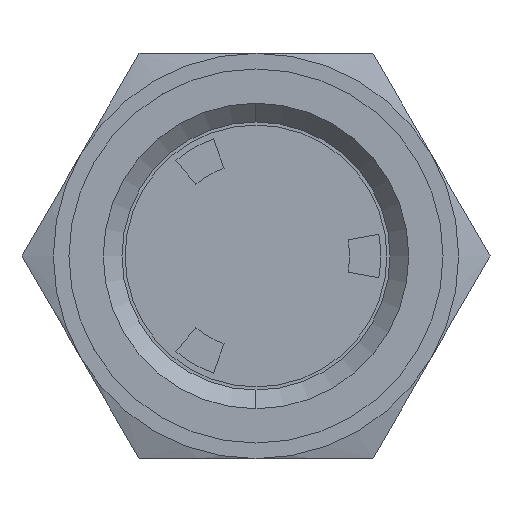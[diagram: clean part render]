
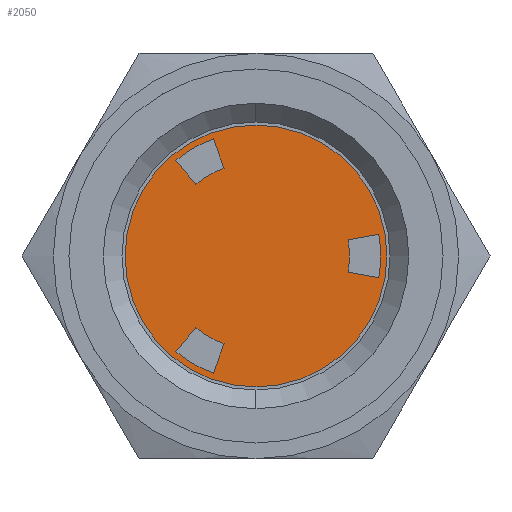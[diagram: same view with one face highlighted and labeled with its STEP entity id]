
A CAD part, front view. The second image highlights one B-rep face of the part: STEP entity #2050.
In plain terms, the highlighted planar face has unit normal (0, -1, 0).
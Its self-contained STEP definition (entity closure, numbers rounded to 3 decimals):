
#64 = CARTESIAN_POINT ( 'NONE',  ( -6.84, 42., 18.794 ) ) ;
#74 = CARTESIAN_POINT ( 'NONE',  ( 0., 42., 0. ) ) ;
#83 = ORIENTED_EDGE ( 'NONE', *, *, #7614, .F. ) ;
#171 = CARTESIAN_POINT ( 'NONE',  ( 14.772, 42., 2.605 ) ) ;
#306 = DIRECTION ( 'NONE',  ( 0., 0., -1. ) ) ;
#328 = CARTESIAN_POINT ( 'NONE',  ( -5.13, 42., -14.095 ) ) ;
#452 = CARTESIAN_POINT ( 'NONE',  ( -6.84, 42., -18.794 ) ) ;
#636 = ORIENTED_EDGE ( 'NONE', *, *, #1495, .F. ) ;
#644 = LINE ( 'NONE', #5978, #1880 ) ;
#677 = ORIENTED_EDGE ( 'NONE', *, *, #1612, .F. ) ;
#683 = VERTEX_POINT ( 'NONE', #452 ) ;
#696 = ORIENTED_EDGE ( 'NONE', *, *, #2224, .F. ) ;
#744 = CARTESIAN_POINT ( 'NONE',  ( -12.856, 42., 15.321 ) ) ;
#995 = CARTESIAN_POINT ( 'NONE',  ( -9.642, 42., -11.491 ) ) ;
#1046 = VERTEX_POINT ( 'NONE', #6932 ) ;
#1315 = AXIS2_PLACEMENT_3D ( 'NONE', #3878, #3218, #8449 ) ;
#1443 = EDGE_CURVE ( 'NONE', #2536, #2194, #644, .T. ) ;
#1495 = EDGE_CURVE ( 'NONE', #2194, #1526, #6065, .T. ) ;
#1526 = VERTEX_POINT ( 'NONE', #4518 ) ;
#1612 = EDGE_CURVE ( 'NONE', #5735, #683, #8232, .T. ) ;
#1712 = DIRECTION ( 'NONE',  ( 0., -1., 0. ) ) ;
#1715 = VERTEX_POINT ( 'NONE', #8072 ) ;
#1814 = VERTEX_POINT ( 'NONE', #1891 ) ;
#1869 = DIRECTION ( 'NONE',  ( 0., 1., 0. ) ) ;
#1880 = VECTOR ( 'NONE', #2769, 1000. ) ;
#1889 = VERTEX_POINT ( 'NONE', #64 ) ;
#1891 = CARTESIAN_POINT ( 'NONE',  ( 0., 42., 25. ) ) ;
#1949 = CARTESIAN_POINT ( 'NONE',  ( -12.856, 42., -15.321 ) ) ;
#1953 = CIRCLE ( 'NONE', #3380, 25. ) ;
#2043 = CIRCLE ( 'NONE', #8326, 20. ) ;
#2050 = ADVANCED_FACE ( 'NONE', ( #3415, #4148, #6293, #4980 ), #7977, .F. ) ;
#2153 = AXIS2_PLACEMENT_3D ( 'NONE', #3196, #6438, #8425 ) ;
#2161 = CARTESIAN_POINT ( 'NONE',  ( -9.642, 42., -11.491 ) ) ;
#2194 = VERTEX_POINT ( 'NONE', #7495 ) ;
#2223 = ORIENTED_EDGE ( 'NONE', *, *, #5529, .F. ) ;
#2224 = EDGE_CURVE ( 'NONE', #1715, #3709, #5081, .T. ) ;
#2262 = AXIS2_PLACEMENT_3D ( 'NONE', #4105, #4736, #5435 ) ;
#2347 = EDGE_CURVE ( 'NONE', #1526, #1889, #7514, .T. ) ;
#2536 = VERTEX_POINT ( 'NONE', #744 ) ;
#2611 = DIRECTION ( 'NONE',  ( 0., 0., -1. ) ) ;
#2769 = DIRECTION ( 'NONE',  ( 0.643, 0., -0.766 ) ) ;
#2879 = CIRCLE ( 'NONE', #4057, 25. ) ;
#2884 = CARTESIAN_POINT ( 'NONE',  ( 19.696, 42., -3.473 ) ) ;
#3069 = DIRECTION ( 'NONE',  ( 0.342, 0., 0.94 ) ) ;
#3076 = EDGE_LOOP ( 'NONE', ( #2223, #8381 ) ) ;
#3104 = AXIS2_PLACEMENT_3D ( 'NONE', #7089, #3851, #3188 ) ;
#3188 = DIRECTION ( 'NONE',  ( 0., 0., -1. ) ) ;
#3196 = CARTESIAN_POINT ( 'NONE',  ( 0., 42., 0. ) ) ;
#3197 = LINE ( 'NONE', #328, #4724 ) ;
#3218 = DIRECTION ( 'NONE',  ( 0., 1., 0. ) ) ;
#3279 = VERTEX_POINT ( 'NONE', #995 ) ;
#3285 = VERTEX_POINT ( 'NONE', #8307 ) ;
#3326 = DIRECTION ( 'NONE',  ( 0., 0., 1. ) ) ;
#3355 = ORIENTED_EDGE ( 'NONE', *, *, #6988, .F. ) ;
#3380 = AXIS2_PLACEMENT_3D ( 'NONE', #3869, #1869, #7727 ) ;
#3404 = DIRECTION ( 'NONE',  ( 0., 1., 0. ) ) ;
#3415 = FACE_BOUND ( 'NONE', #8093, .T. ) ;
#3482 = LINE ( 'NONE', #5479, #7692 ) ;
#3709 = VERTEX_POINT ( 'NONE', #171 ) ;
#3851 = DIRECTION ( 'NONE',  ( 0., -1., 0. ) ) ;
#3869 = CARTESIAN_POINT ( 'NONE',  ( 0., 42., 0. ) ) ;
#3878 = CARTESIAN_POINT ( 'NONE',  ( 0., 42., 0. ) ) ;
#4057 = AXIS2_PLACEMENT_3D ( 'NONE', #7923, #3404, #3326 ) ;
#4105 = CARTESIAN_POINT ( 'NONE',  ( 0., 42., 0. ) ) ;
#4124 = VECTOR ( 'NONE', #8070, 1000. ) ;
#4148 = FACE_OUTER_BOUND ( 'NONE', #3076, .T. ) ;
#4182 = VERTEX_POINT ( 'NONE', #4453 ) ;
#4453 = CARTESIAN_POINT ( 'NONE',  ( 14.772, 42., -2.605 ) ) ;
#4518 = CARTESIAN_POINT ( 'NONE',  ( -5.13, 42., 14.095 ) ) ;
#4724 = VECTOR ( 'NONE', #3069, 1000. ) ;
#4736 = DIRECTION ( 'NONE',  ( 0., 1., 0. ) ) ;
#4980 = FACE_BOUND ( 'NONE', #8252, .T. ) ;
#5081 = LINE ( 'NONE', #5584, #8127 ) ;
#5209 = VERTEX_POINT ( 'NONE', #2884 ) ;
#5246 = DIRECTION ( 'NONE',  ( 0., 0., -1. ) ) ;
#5281 = ORIENTED_EDGE ( 'NONE', *, *, #6494, .F. ) ;
#5435 = DIRECTION ( 'NONE',  ( 0., 0., 1. ) ) ;
#5479 = CARTESIAN_POINT ( 'NONE',  ( 14.772, 42., -2.605 ) ) ;
#5529 = EDGE_CURVE ( 'NONE', #1046, #1814, #1953, .T. ) ;
#5584 = CARTESIAN_POINT ( 'NONE',  ( 14.772, 42., 2.605 ) ) ;
#5590 = CARTESIAN_POINT ( 'NONE',  ( 0., 42., 0. ) ) ;
#5643 = EDGE_CURVE ( 'NONE', #1889, #2536, #2043, .T. ) ;
#5735 = VERTEX_POINT ( 'NONE', #1949 ) ;
#5890 = CARTESIAN_POINT ( 'NONE',  ( 0., 42., 0. ) ) ;
#5943 = EDGE_CURVE ( 'NONE', #3279, #5735, #6265, .T. ) ;
#5978 = CARTESIAN_POINT ( 'NONE',  ( -9.642, 42., 11.491 ) ) ;
#6009 = ORIENTED_EDGE ( 'NONE', *, *, #8260, .F. ) ;
#6065 = CIRCLE ( 'NONE', #1315, 15. ) ;
#6254 = CIRCLE ( 'NONE', #2153, 15. ) ;
#6265 = LINE ( 'NONE', #2161, #4124 ) ;
#6293 = FACE_BOUND ( 'NONE', #6432, .T. ) ;
#6347 = CIRCLE ( 'NONE', #7262, 20. ) ;
#6404 = DIRECTION ( 'NONE',  ( -0.342, 0., 0.94 ) ) ;
#6432 = EDGE_LOOP ( 'NONE', ( #7289, #696, #83, #6009 ) ) ;
#6438 = DIRECTION ( 'NONE',  ( 0., 1., 0. ) ) ;
#6449 = AXIS2_PLACEMENT_3D ( 'NONE', #5890, #7125, #5246 ) ;
#6494 = EDGE_CURVE ( 'NONE', #3285, #3279, #6965, .T. ) ;
#6550 = EDGE_CURVE ( 'NONE', #3709, #4182, #6254, .T. ) ;
#6684 = DIRECTION ( 'NONE',  ( 0.985, 0., -0.174 ) ) ;
#6695 = EDGE_CURVE ( 'NONE', #1814, #1046, #2879, .T. ) ;
#6697 = ORIENTED_EDGE ( 'NONE', *, *, #2347, .F. ) ;
#6932 = CARTESIAN_POINT ( 'NONE',  ( 0., 42., -25. ) ) ;
#6965 = CIRCLE ( 'NONE', #6449, 15. ) ;
#6988 = EDGE_CURVE ( 'NONE', #683, #3285, #3197, .T. ) ;
#7055 = ORIENTED_EDGE ( 'NONE', *, *, #5643, .F. ) ;
#7089 = CARTESIAN_POINT ( 'NONE',  ( 0., 42., 0. ) ) ;
#7125 = DIRECTION ( 'NONE',  ( 0., 1., 0. ) ) ;
#7211 = DIRECTION ( 'NONE',  ( 0., -1., 0. ) ) ;
#7245 = ORIENTED_EDGE ( 'NONE', *, *, #1443, .F. ) ;
#7262 = AXIS2_PLACEMENT_3D ( 'NONE', #5590, #1712, #306 ) ;
#7289 = ORIENTED_EDGE ( 'NONE', *, *, #6550, .F. ) ;
#7495 = CARTESIAN_POINT ( 'NONE',  ( -9.642, 42., 11.491 ) ) ;
#7514 = LINE ( 'NONE', #8303, #8349 ) ;
#7614 = EDGE_CURVE ( 'NONE', #5209, #1715, #6347, .T. ) ;
#7692 = VECTOR ( 'NONE', #6684, 1000. ) ;
#7727 = DIRECTION ( 'NONE',  ( 0., 0., 1. ) ) ;
#7870 = ORIENTED_EDGE ( 'NONE', *, *, #5943, .F. ) ;
#7923 = CARTESIAN_POINT ( 'NONE',  ( 0., 42., 0. ) ) ;
#7977 = PLANE ( 'NONE',  #2262 ) ;
#8070 = DIRECTION ( 'NONE',  ( -0.643, 0., -0.766 ) ) ;
#8072 = CARTESIAN_POINT ( 'NONE',  ( 19.696, 42., 3.473 ) ) ;
#8093 = EDGE_LOOP ( 'NONE', ( #5281, #3355, #677, #7870 ) ) ;
#8127 = VECTOR ( 'NONE', #8212, 1000. ) ;
#8212 = DIRECTION ( 'NONE',  ( -0.985, 0., -0.174 ) ) ;
#8232 = CIRCLE ( 'NONE', #3104, 20. ) ;
#8252 = EDGE_LOOP ( 'NONE', ( #636, #7245, #7055, #6697 ) ) ;
#8260 = EDGE_CURVE ( 'NONE', #4182, #5209, #3482, .T. ) ;
#8303 = CARTESIAN_POINT ( 'NONE',  ( -5.13, 42., 14.095 ) ) ;
#8307 = CARTESIAN_POINT ( 'NONE',  ( -5.13, 42., -14.095 ) ) ;
#8326 = AXIS2_PLACEMENT_3D ( 'NONE', #74, #7211, #2611 ) ;
#8349 = VECTOR ( 'NONE', #6404, 1000. ) ;
#8381 = ORIENTED_EDGE ( 'NONE', *, *, #6695, .F. ) ;
#8425 = DIRECTION ( 'NONE',  ( 0., 0., -1. ) ) ;
#8449 = DIRECTION ( 'NONE',  ( 0., 0., -1. ) ) ;
